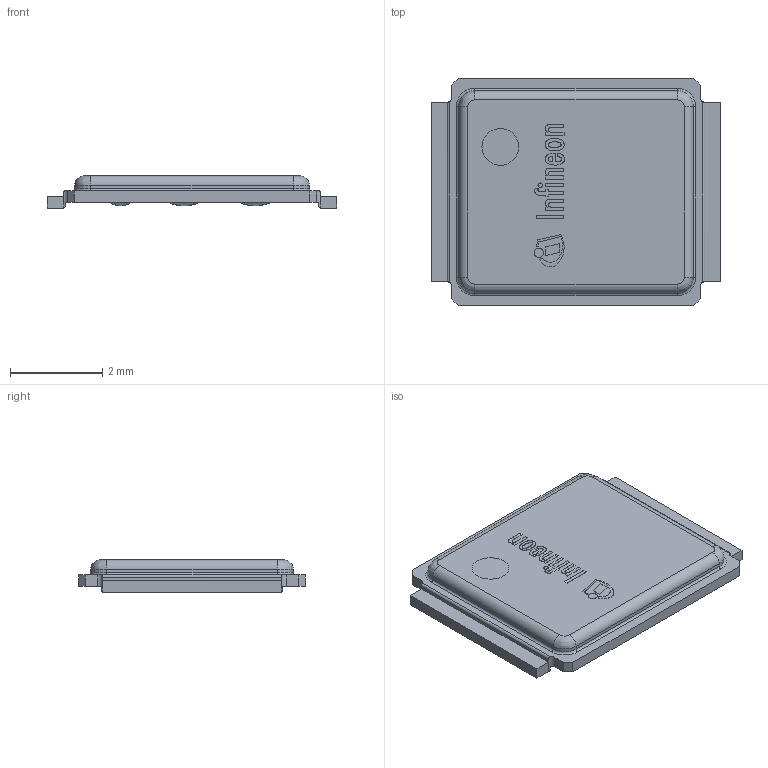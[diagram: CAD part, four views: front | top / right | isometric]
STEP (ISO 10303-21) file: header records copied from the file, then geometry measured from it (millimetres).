
FILE_DESCRIPTION(/* description */ (''),/* implementation_level */ '2;1');
FILE_NAME(/* name */ '1.stp',/* time_stamp */ '2020-12-25T10:50:15+02:00',/* author */ ('k'),/* organization */ (''),/* preprocessor_version */ 'ST-DEVELOPER v15.6',/* originating_system */ 'Autodesk Inventor 2015',/* authorisation */ '');
FILE_SCHEMA (('AUTOMOTIVE_DESIGN { 1 0 10303 214 3 1 1 }'));
Products named in the file (6): MG-WDSON-8-901_METAL; MG-WDSON-8-901_LOGO; 1; 5; Infineon-STP_MG-WDSON-8-901-P-v02_00-EN
Bounding box: 6.3 x 4.92 x 0.7 mm (x, y, z)
Volume: 17.6 mm3; surface area: 115.4 mm2
Topology: 15 solids, 15 shells, 379 faces, 1009 edges, 650 vertices
Faces by surface type: cylinder 213, plane 126, bspline 32, torus 8
Full cylindrical faces by diameter (mm): 0.095 x1, 0.197 x1, 0.8 x2
Entity records: 12946 total; most frequent: CARTESIAN_POINT 3429, ORIENTED_EDGE 1970, DIRECTION 1965, EDGE_CURVE 985, AXIS2_PLACEMENT_3D 751, VERTEX_POINT 650, LINE 463, VECTOR 463
